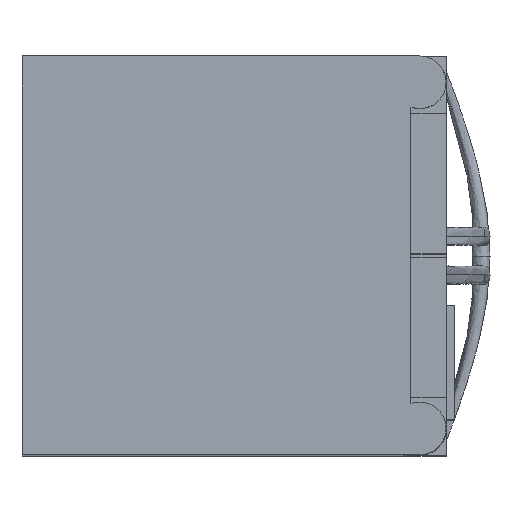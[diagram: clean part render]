
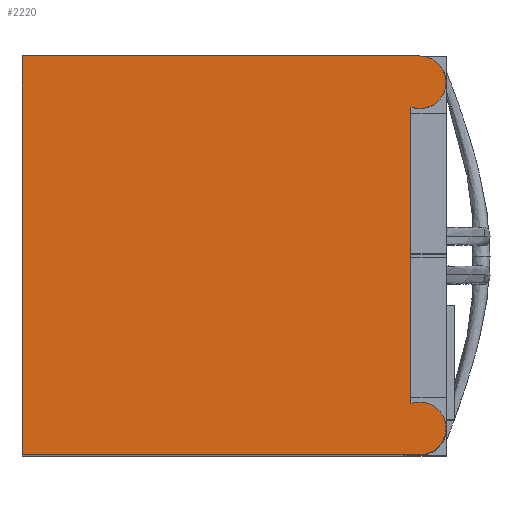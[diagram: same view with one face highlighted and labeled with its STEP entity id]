
A CAD part, top view. The second image highlights one B-rep face of the part: STEP entity #2220.
In plain terms, the highlighted planar face has unit normal (0, 0, 1).
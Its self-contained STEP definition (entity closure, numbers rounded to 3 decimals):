
#99=PLANE('',#2410);
#194=FACE_OUTER_BOUND('',#324,.T.);
#324=EDGE_LOOP('',(#1596,#1597,#1598,#1599,#1600,#1601));
#467=CIRCLE('',#2408,3.);
#469=CIRCLE('',#2411,3.);
#516=LINE('',#3168,#753);
#525=LINE('',#3201,#762);
#526=LINE('',#3203,#763);
#527=LINE('',#3205,#764);
#753=VECTOR('',#2586,10.);
#762=VECTOR('',#2619,10.);
#763=VECTOR('',#2620,10.);
#764=VECTOR('',#2621,10.);
#1024=VERTEX_POINT('',#3165);
#1025=VERTEX_POINT('',#3167);
#1035=VERTEX_POINT('',#3194);
#1037=VERTEX_POINT('',#3200);
#1038=VERTEX_POINT('',#3202);
#1039=VERTEX_POINT('',#3204);
#1242=EDGE_CURVE('',#1025,#1024,#516,.T.);
#1256=EDGE_CURVE('',#1024,#1035,#467,.T.);
#1259=EDGE_CURVE('',#1037,#1035,#525,.T.);
#1260=EDGE_CURVE('',#1037,#1038,#526,.T.);
#1261=EDGE_CURVE('',#1038,#1039,#527,.T.);
#1262=EDGE_CURVE('',#1039,#1025,#469,.T.);
#1596=ORIENTED_EDGE('',*,*,#1242,.T.);
#1597=ORIENTED_EDGE('',*,*,#1256,.T.);
#1598=ORIENTED_EDGE('',*,*,#1259,.F.);
#1599=ORIENTED_EDGE('',*,*,#1260,.T.);
#1600=ORIENTED_EDGE('',*,*,#1261,.T.);
#1601=ORIENTED_EDGE('',*,*,#1262,.T.);
#2220=ADVANCED_FACE('',(#194),#99,.T.);
#2408=AXIS2_PLACEMENT_3D('',#3195,#2612,#2613);
#2410=AXIS2_PLACEMENT_3D('',#3199,#2617,#2618);
#2411=AXIS2_PLACEMENT_3D('',#3206,#2622,#2623);
#2586=DIRECTION('',(0.,1.,0.));
#2612=DIRECTION('center_axis',(0.,0.,1.));
#2613=DIRECTION('ref_axis',(-1.,0.,0.));
#2617=DIRECTION('center_axis',(0.,0.,1.));
#2618=DIRECTION('ref_axis',(0.,-1.,0.));
#2619=DIRECTION('',(1.,0.,0.));
#2620=DIRECTION('',(0.,-1.,0.));
#2621=DIRECTION('',(1.,0.,0.));
#2622=DIRECTION('center_axis',(0.,0.,1.));
#2623=DIRECTION('ref_axis',(-1.,0.,0.));
#3165=CARTESIAN_POINT('',(44.29,39.577,88.58));
#3167=CARTESIAN_POINT('',(44.29,5.828,88.58));
#3168=CARTESIAN_POINT('',(44.29,42.155,88.58));
#3194=CARTESIAN_POINT('',(45.29,45.405,88.58));
#3195=CARTESIAN_POINT('Origin',(45.29,42.405,88.58));
#3199=CARTESIAN_POINT('Origin',(0.,45.405,88.58));
#3200=CARTESIAN_POINT('',(0.,45.405,88.58));
#3201=CARTESIAN_POINT('',(0.,45.405,88.58));
#3202=CARTESIAN_POINT('',(0.,0.,88.58));
#3203=CARTESIAN_POINT('',(0.,45.405,88.58));
#3204=CARTESIAN_POINT('',(45.29,0.,88.58));
#3205=CARTESIAN_POINT('',(0.,0.,88.58));
#3206=CARTESIAN_POINT('Origin',(45.29,3.,88.58));
